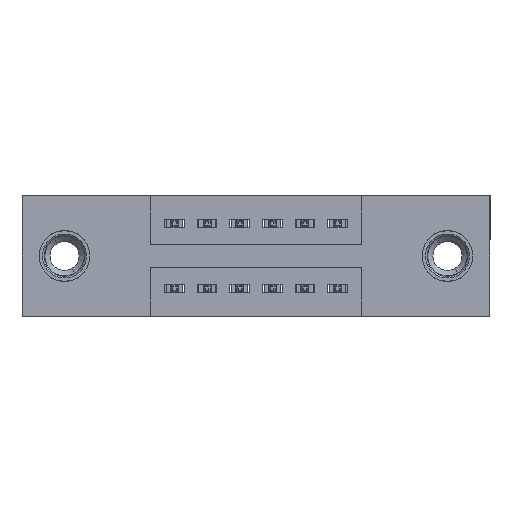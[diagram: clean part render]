
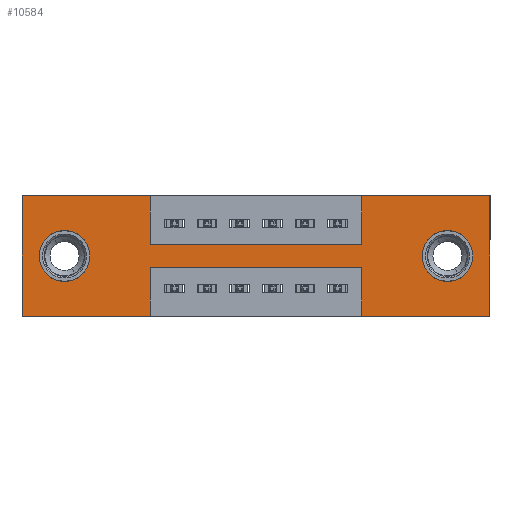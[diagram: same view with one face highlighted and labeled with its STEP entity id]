
A CAD part, front view. The second image highlights one B-rep face of the part: STEP entity #10584.
In plain terms, the highlighted planar face has unit normal (0, -1, 0).
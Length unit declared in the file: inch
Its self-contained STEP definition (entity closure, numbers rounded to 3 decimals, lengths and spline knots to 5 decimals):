
#1 = ORIENTED_EDGE ( 'NONE', *, *, #7168, .T. ) ;
#32 = DIRECTION ( 'NONE',  ( 0., 0., -1. ) ) ;
#33 = DIRECTION ( 'NONE',  ( 1., 0., 0. ) ) ;
#83 = VERTEX_POINT ( 'NONE', #6790 ) ;
#156 = EDGE_CURVE ( 'NONE', #5953, #9121, #7159, .T. ) ;
#159 = VECTOR ( 'NONE', #6860, 39.37008 ) ;
#237 = ORIENTED_EDGE ( 'NONE', *, *, #5496, .F. ) ;
#476 = VECTOR ( 'NONE', #7295, 39.37008 ) ;
#517 = ORIENTED_EDGE ( 'NONE', *, *, #6164, .F. ) ;
#556 = CARTESIAN_POINT ( 'NONE',  ( 0., 0., -0.37 ) ) ;
#863 = DIRECTION ( 'NONE',  ( 0., 1., 0. ) ) ;
#937 = CARTESIAN_POINT ( 'NONE',  ( 0.3925, 0., -0.15 ) ) ;
#1026 = DIRECTION ( 'NONE',  ( 0., 0., 1. ) ) ;
#1118 = VERTEX_POINT ( 'NONE', #3627 ) ;
#1333 = VERTEX_POINT ( 'NONE', #4327 ) ;
#1370 = CARTESIAN_POINT ( 'NONE',  ( 1.0425, 0., 0. ) ) ;
#1560 = EDGE_CURVE ( 'NONE', #10434, #5981, #2800, .T. ) ;
#1574 = LINE ( 'NONE', #7931, #8883 ) ;
#1604 = VERTEX_POINT ( 'NONE', #8877 ) ;
#1606 = CARTESIAN_POINT ( 'NONE',  ( 0.3925, 0., -0.15 ) ) ;
#1611 = VECTOR ( 'NONE', #4753, 39.37008 ) ;
#1645 = EDGE_CURVE ( 'NONE', #5980, #5953, #9727, .T. ) ;
#1660 = EDGE_CURVE ( 'NONE', #8246, #11743, #1574, .T. ) ;
#1664 = DIRECTION ( 'NONE',  ( 0., 1., 0. ) ) ;
#1998 = AXIS2_PLACEMENT_3D ( 'NONE', #9173, #7259, #1026 ) ;
#2017 = LINE ( 'NONE', #5653, #1611 ) ;
#2073 = ORIENTED_EDGE ( 'NONE', *, *, #9087, .T. ) ;
#2122 = ORIENTED_EDGE ( 'NONE', *, *, #4362, .F. ) ;
#2287 = AXIS2_PLACEMENT_3D ( 'NONE', #4921, #4749, #4984 ) ;
#2411 = DIRECTION ( 'NONE',  ( 1., 0., 0. ) ) ;
#2503 = ORIENTED_EDGE ( 'NONE', *, *, #9183, .F. ) ;
#2604 = DIRECTION ( 'NONE',  ( -1., 0., 0. ) ) ;
#2682 = DIRECTION ( 'NONE',  ( -1., 0., 0. ) ) ;
#2713 = CIRCLE ( 'NONE', #11083, 0.078 ) ;
#2716 = AXIS2_PLACEMENT_3D ( 'NONE', #5421, #2804, #10899 ) ;
#2800 = LINE ( 'NONE', #937, #11051 ) ;
#2804 = DIRECTION ( 'NONE',  ( 0., -1., 0. ) ) ;
#2944 = VERTEX_POINT ( 'NONE', #8820 ) ;
#3102 = EDGE_CURVE ( 'NONE', #1333, #8620, #11711, .T. ) ;
#3306 = ORIENTED_EDGE ( 'NONE', *, *, #5887, .F. ) ;
#3313 = CARTESIAN_POINT ( 'NONE',  ( 0.13, 0., -0.107 ) ) ;
#3319 = CARTESIAN_POINT ( 'NONE',  ( 1.305, 0., -0.263 ) ) ;
#3372 = EDGE_LOOP ( 'NONE', ( #1, #9988 ) ) ;
#3388 = LINE ( 'NONE', #3614, #5442 ) ;
#3428 = LINE ( 'NONE', #10621, #6747 ) ;
#3502 = CARTESIAN_POINT ( 'NONE',  ( 0.3925, 0., -0.22 ) ) ;
#3576 = VECTOR ( 'NONE', #2411, 39.37008 ) ;
#3614 = CARTESIAN_POINT ( 'NONE',  ( 0.3925, 0., 0. ) ) ;
#3627 = CARTESIAN_POINT ( 'NONE',  ( 0., 0., 0. ) ) ;
#3728 = CARTESIAN_POINT ( 'NONE',  ( 0.3925, 0., 0. ) ) ;
#4027 = DIRECTION ( 'NONE',  ( 0., 0., 1. ) ) ;
#4175 = VECTOR ( 'NONE', #2682, 39.37008 ) ;
#4327 = CARTESIAN_POINT ( 'NONE',  ( 0.13, 0., -0.263 ) ) ;
#4355 = LINE ( 'NONE', #556, #8305 ) ;
#4362 = EDGE_CURVE ( 'NONE', #1118, #7385, #5928, .T. ) ;
#4420 = CARTESIAN_POINT ( 'NONE',  ( 0., 0., 0. ) ) ;
#4493 = DIRECTION ( 'NONE',  ( 0., 0., -1. ) ) ;
#4517 = FACE_OUTER_BOUND ( 'NONE', #6863, .T. ) ;
#4576 = CARTESIAN_POINT ( 'NONE',  ( 1.305, 0., -0.107 ) ) ;
#4628 = CARTESIAN_POINT ( 'NONE',  ( 1.0425, 0., -0.37 ) ) ;
#4636 = FACE_BOUND ( 'NONE', #3372, .T. ) ;
#4703 = EDGE_LOOP ( 'NONE', ( #2073, #7068 ) ) ;
#4749 = DIRECTION ( 'NONE',  ( 0., 1., 0. ) ) ;
#4753 = DIRECTION ( 'NONE',  ( 0., 0., 1. ) ) ;
#4921 = CARTESIAN_POINT ( 'NONE',  ( 0.13, 0., -0.185 ) ) ;
#4984 = DIRECTION ( 'NONE',  ( 0., 0., 1. ) ) ;
#5100 = CARTESIAN_POINT ( 'NONE',  ( 0.3925, 0., -0.37 ) ) ;
#5421 = CARTESIAN_POINT ( 'NONE',  ( 0., 0., -0.37 ) ) ;
#5442 = VECTOR ( 'NONE', #32, 39.37008 ) ;
#5496 = EDGE_CURVE ( 'NONE', #11743, #83, #3428, .T. ) ;
#5497 = VERTEX_POINT ( 'NONE', #3319 ) ;
#5539 = CIRCLE ( 'NONE', #2287, 0.078 ) ;
#5588 = ORIENTED_EDGE ( 'NONE', *, *, #1660, .F. ) ;
#5653 = CARTESIAN_POINT ( 'NONE',  ( 1.0425, 0., 0. ) ) ;
#5887 = EDGE_CURVE ( 'NONE', #9121, #1604, #4355, .T. ) ;
#5928 = LINE ( 'NONE', #6929, #159 ) ;
#5953 = VERTEX_POINT ( 'NONE', #10558 ) ;
#5973 = DIRECTION ( 'NONE',  ( -1., 0., 0. ) ) ;
#5980 = VERTEX_POINT ( 'NONE', #1370 ) ;
#5981 = VERTEX_POINT ( 'NONE', #9455 ) ;
#6164 = EDGE_CURVE ( 'NONE', #7385, #10434, #3388, .T. ) ;
#6205 = DIRECTION ( 'NONE',  ( 0., 0., -1. ) ) ;
#6226 = EDGE_CURVE ( 'NONE', #1604, #2944, #11010, .T. ) ;
#6464 = AXIS2_PLACEMENT_3D ( 'NONE', #8862, #1664, #8804 ) ;
#6747 = VECTOR ( 'NONE', #2604, 39.37008 ) ;
#6790 = CARTESIAN_POINT ( 'NONE',  ( 0., 0., -0.37 ) ) ;
#6832 = ORIENTED_EDGE ( 'NONE', *, *, #6226, .F. ) ;
#6860 = DIRECTION ( 'NONE',  ( 1., 0., 0. ) ) ;
#6863 = EDGE_LOOP ( 'NONE', ( #5588, #11392, #6832, #3306, #7169, #9076, #2503, #11104, #517, #2122, #9149, #237 ) ) ;
#6929 = CARTESIAN_POINT ( 'NONE',  ( 0., 0., 0. ) ) ;
#7068 = ORIENTED_EDGE ( 'NONE', *, *, #8678, .T. ) ;
#7124 = EDGE_CURVE ( 'NONE', #2944, #8246, #10052, .T. ) ;
#7157 = EDGE_CURVE ( 'NONE', #83, #1118, #10390, .T. ) ;
#7159 = LINE ( 'NONE', #9797, #8749 ) ;
#7168 = EDGE_CURVE ( 'NONE', #8620, #1333, #5539, .T. ) ;
#7169 = ORIENTED_EDGE ( 'NONE', *, *, #156, .F. ) ;
#7259 = DIRECTION ( 'NONE',  ( 0., 1., 0. ) ) ;
#7295 = DIRECTION ( 'NONE',  ( 0., 0., 1. ) ) ;
#7385 = VERTEX_POINT ( 'NONE', #3728 ) ;
#7931 = CARTESIAN_POINT ( 'NONE',  ( 0.3925, 0., -0.37 ) ) ;
#8044 = VERTEX_POINT ( 'NONE', #4576 ) ;
#8246 = VERTEX_POINT ( 'NONE', #3502 ) ;
#8305 = VECTOR ( 'NONE', #5973, 39.37008 ) ;
#8322 = PLANE ( 'NONE',  #2716 ) ;
#8620 = VERTEX_POINT ( 'NONE', #3313 ) ;
#8678 = EDGE_CURVE ( 'NONE', #5497, #8044, #2713, .T. ) ;
#8749 = VECTOR ( 'NONE', #6205, 39.37008 ) ;
#8750 = CIRCLE ( 'NONE', #6464, 0.078 ) ;
#8804 = DIRECTION ( 'NONE',  ( 0., 0., -1. ) ) ;
#8820 = CARTESIAN_POINT ( 'NONE',  ( 1.0425, 0., -0.22 ) ) ;
#8862 = CARTESIAN_POINT ( 'NONE',  ( 1.305, 0., -0.185 ) ) ;
#8877 = CARTESIAN_POINT ( 'NONE',  ( 1.0425, 0., -0.37 ) ) ;
#8883 = VECTOR ( 'NONE', #11461, 39.37008 ) ;
#9009 = CARTESIAN_POINT ( 'NONE',  ( 1.305, 0., -0.185 ) ) ;
#9076 = ORIENTED_EDGE ( 'NONE', *, *, #1645, .F. ) ;
#9087 = EDGE_CURVE ( 'NONE', #8044, #5497, #8750, .T. ) ;
#9093 = CARTESIAN_POINT ( 'NONE',  ( 1.435, 0., -0.37 ) ) ;
#9121 = VERTEX_POINT ( 'NONE', #9093 ) ;
#9149 = ORIENTED_EDGE ( 'NONE', *, *, #7157, .F. ) ;
#9173 = CARTESIAN_POINT ( 'NONE',  ( 0.13, 0., -0.185 ) ) ;
#9183 = EDGE_CURVE ( 'NONE', #5981, #5980, #2017, .T. ) ;
#9455 = CARTESIAN_POINT ( 'NONE',  ( 1.0425, 0., -0.15 ) ) ;
#9727 = LINE ( 'NONE', #4420, #3576 ) ;
#9797 = CARTESIAN_POINT ( 'NONE',  ( 1.435, 0., 0. ) ) ;
#9934 = FACE_BOUND ( 'NONE', #4703, .T. ) ;
#9988 = ORIENTED_EDGE ( 'NONE', *, *, #3102, .T. ) ;
#10052 = LINE ( 'NONE', #11018, #4175 ) ;
#10390 = LINE ( 'NONE', #11244, #10659 ) ;
#10434 = VERTEX_POINT ( 'NONE', #1606 ) ;
#10558 = CARTESIAN_POINT ( 'NONE',  ( 1.435, 0., 0. ) ) ;
#10584 = ADVANCED_FACE ( 'NONE', ( #9934, #4636, #4517 ), #8322, .T. ) ;
#10621 = CARTESIAN_POINT ( 'NONE',  ( 0., 0., -0.37 ) ) ;
#10659 = VECTOR ( 'NONE', #4027, 39.37008 ) ;
#10899 = DIRECTION ( 'NONE',  ( 0., 0., -1. ) ) ;
#11010 = LINE ( 'NONE', #4628, #476 ) ;
#11018 = CARTESIAN_POINT ( 'NONE',  ( 0.3925, 0., -0.22 ) ) ;
#11051 = VECTOR ( 'NONE', #33, 39.37008 ) ;
#11083 = AXIS2_PLACEMENT_3D ( 'NONE', #9009, #863, #4493 ) ;
#11104 = ORIENTED_EDGE ( 'NONE', *, *, #1560, .F. ) ;
#11244 = CARTESIAN_POINT ( 'NONE',  ( 0., 0., 0. ) ) ;
#11392 = ORIENTED_EDGE ( 'NONE', *, *, #7124, .F. ) ;
#11461 = DIRECTION ( 'NONE',  ( 0., 0., -1. ) ) ;
#11711 = CIRCLE ( 'NONE', #1998, 0.078 ) ;
#11743 = VERTEX_POINT ( 'NONE', #5100 ) ;
